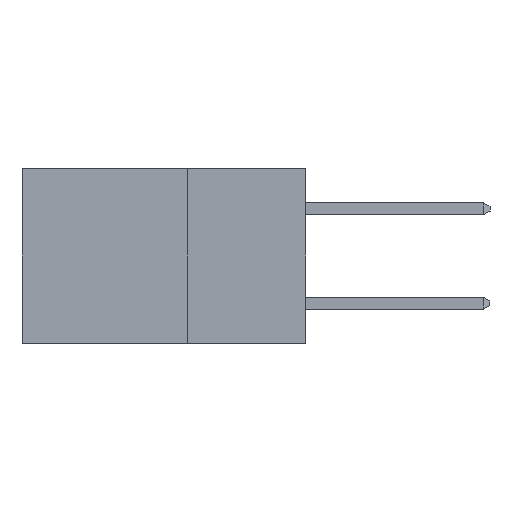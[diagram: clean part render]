
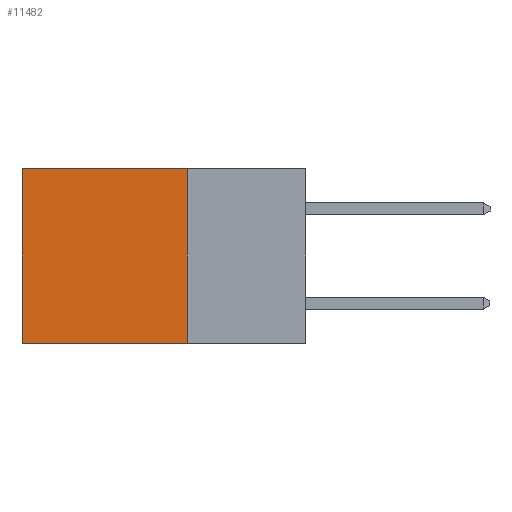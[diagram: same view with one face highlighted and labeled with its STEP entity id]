
A CAD part, left-side view. The second image highlights one B-rep face of the part: STEP entity #11482.
In plain terms, the highlighted planar face has unit normal (-1, 0, 0).
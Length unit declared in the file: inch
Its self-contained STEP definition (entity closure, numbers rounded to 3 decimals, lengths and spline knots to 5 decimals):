
#451 = EDGE_CURVE ( 'NONE', #24115, #24967, #13375, .T. ) ;
#3139 = ORIENTED_EDGE ( 'NONE', *, *, #13114, .T. ) ;
#5455 = DIRECTION ( 'NONE',  ( 0., 0., -1. ) ) ;
#6313 = CARTESIAN_POINT ( 'NONE',  ( 0.298, 0.25, 0. ) ) ;
#7475 = DIRECTION ( 'NONE',  ( 1., 0., 0. ) ) ;
#7713 = LINE ( 'NONE', #13335, #24707 ) ;
#8277 = VERTEX_POINT ( 'NONE', #15842 ) ;
#11073 = ORIENTED_EDGE ( 'NONE', *, *, #451, .F. ) ;
#11482 = ADVANCED_FACE ( 'NONE', ( #22384 ), #18573, .F. ) ;
#12402 = VECTOR ( 'NONE', #26624, 39.37008 ) ;
#13114 = EDGE_CURVE ( 'NONE', #24115, #25002, #26387, .T. ) ;
#13335 = CARTESIAN_POINT ( 'NONE',  ( 0.298, 0.25, -0.37 ) ) ;
#13375 = LINE ( 'NONE', #6313, #24438 ) ;
#13833 = CARTESIAN_POINT ( 'NONE',  ( 0.298, 0.25, 0. ) ) ;
#15360 = VECTOR ( 'NONE', #27017, 39.37008 ) ;
#15570 = CARTESIAN_POINT ( 'NONE',  ( 0.298, 0.6, 0. ) ) ;
#15600 = EDGE_CURVE ( 'NONE', #25002, #8277, #19032, .T. ) ;
#15842 = CARTESIAN_POINT ( 'NONE',  ( 0.298, 0.6, -0.37 ) ) ;
#16066 = ORIENTED_EDGE ( 'NONE', *, *, #28670, .F. ) ;
#17802 = DIRECTION ( 'NONE',  ( 0., 1., 0. ) ) ;
#18573 = PLANE ( 'NONE',  #27117 ) ;
#19032 = LINE ( 'NONE', #15570, #12402 ) ;
#20782 = CARTESIAN_POINT ( 'NONE',  ( 0.298, 0.25, 0. ) ) ;
#20956 = CARTESIAN_POINT ( 'NONE',  ( 0.298, 0.6, 0. ) ) ;
#22342 = CARTESIAN_POINT ( 'NONE',  ( 0.298, 0.25, 0. ) ) ;
#22384 = FACE_OUTER_BOUND ( 'NONE', #28486, .T. ) ;
#22996 = CARTESIAN_POINT ( 'NONE',  ( 0.298, 0.25, -0.37 ) ) ;
#23012 = DIRECTION ( 'NONE',  ( 0., 0., -1. ) ) ;
#24115 = VERTEX_POINT ( 'NONE', #22342 ) ;
#24368 = ORIENTED_EDGE ( 'NONE', *, *, #15600, .T. ) ;
#24438 = VECTOR ( 'NONE', #5455, 39.37008 ) ;
#24707 = VECTOR ( 'NONE', #17802, 39.37008 ) ;
#24967 = VERTEX_POINT ( 'NONE', #22996 ) ;
#25002 = VERTEX_POINT ( 'NONE', #20956 ) ;
#26387 = LINE ( 'NONE', #13833, #15360 ) ;
#26624 = DIRECTION ( 'NONE',  ( 0., 0., -1. ) ) ;
#27017 = DIRECTION ( 'NONE',  ( 0., 1., 0. ) ) ;
#27117 = AXIS2_PLACEMENT_3D ( 'NONE', #20782, #7475, #23012 ) ;
#28486 = EDGE_LOOP ( 'NONE', ( #24368, #16066, #11073, #3139 ) ) ;
#28670 = EDGE_CURVE ( 'NONE', #24967, #8277, #7713, .T. ) ;
